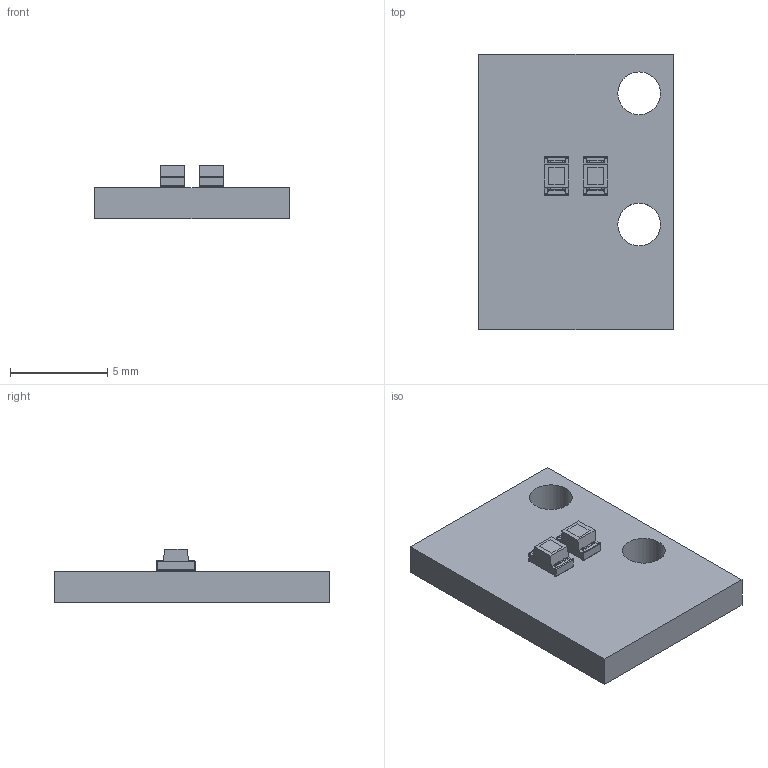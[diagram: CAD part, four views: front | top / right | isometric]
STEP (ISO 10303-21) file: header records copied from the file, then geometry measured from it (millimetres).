
FILE_DESCRIPTION(('KiCad electronic assembly'),'2;1');
FILE_NAME('POxiM-fingersensor-LEDBoard.stp','2020-07-01T23:24:57',( 'An Author'),('A Company'),'Open CASCADE STEP processor 6.9', 'KiCad to STEP converter','Unknown');
FILE_SCHEMA(('AUTOMOTIVE_DESIGN { 1 0 10303 214 1 1 1 1 }'));
Length unit declared in the file: millimetre
Products named in the file (6): Open CASCADE STEP translator 6.9 1; LED_0805_2012Metric; SOLID; LED_0603_1608Metric; COMPOUND
Assembly tree (11 placements, depth 3):
  Open CASCADE STEP translator 6.9 1
    LED_0805_2012Metric  x4
      SOLID
    LED_0603_1608Metric  x4
      SOLID
    COMPOUND
Bounding box: 10 x 14.15 x 2.75 mm (x, y, z)
Volume: 226.9 mm3; surface area: 439.9 mm2
Topology: 9 solids, 9 shells, 408 faces, 1082 edges, 700 vertices
Faces by surface type: plane 342, cylinder 66
Full cylindrical faces by diameter (mm): 2.2 x2
Entity records: 7892 total; most frequent: CARTESIAN_POINT 1252, DIRECTION 1112, LINE 780, VECTOR 780, ORIENTED_EDGE 568, PCURVE 568, DEFINITIONAL_REPRESENTATION 568, EDGE_CURVE 284
